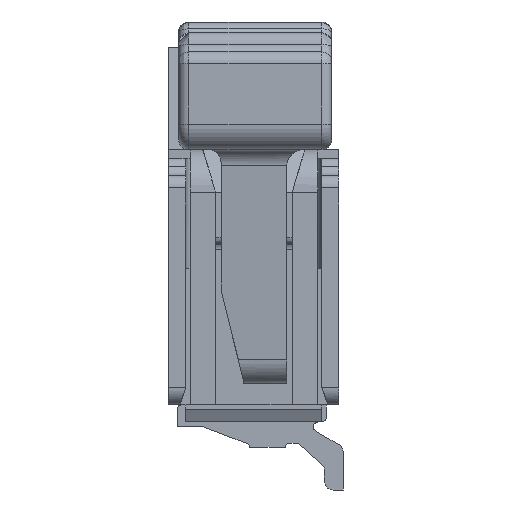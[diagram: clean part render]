
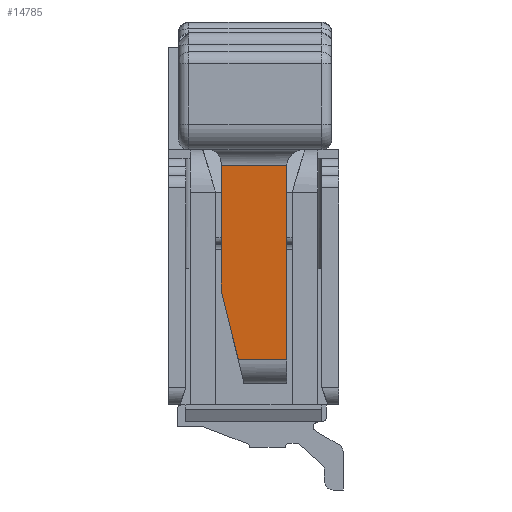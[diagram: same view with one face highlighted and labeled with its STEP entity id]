
A CAD part, left-side view. The second image highlights one B-rep face of the part: STEP entity #14785.
In plain terms, the highlighted face is planar.
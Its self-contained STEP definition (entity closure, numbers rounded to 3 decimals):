
#334 = CARTESIAN_POINT ( 'NONE',  ( 10.815, -3.15, 0.385 ) ) ;
#421 = CARTESIAN_POINT ( 'NONE',  ( 10.922, -1.685, 0.385 ) ) ;
#542 = ORIENTED_EDGE ( 'NONE', *, *, #6569, .T. ) ;
#942 = PLANE ( 'NONE',  #14748 ) ;
#1253 = CARTESIAN_POINT ( 'NONE',  ( 10.755, -3.972, 0.183 ) ) ;
#1871 = EDGE_CURVE ( 'NONE', #15204, #25109, #2846, .T. ) ;
#2148 = CARTESIAN_POINT ( 'NONE',  ( 10.815, -3.15, 0.385 ) ) ;
#2393 = DIRECTION ( 'NONE',  ( -0.073, -0.997, 0. ) ) ;
#2846 = B_SPLINE_CURVE_WITH_KNOTS ( 'NONE', 3,
 ( #14692, #14832, #3136, #22739 ),
 .UNSPECIFIED., .F., .F.,
 ( 4, 4 ),
 ( 0., 1. ),
 .UNSPECIFIED. ) ;
#2851 = ORIENTED_EDGE ( 'NONE', *, *, #17857, .T. ) ;
#3136 = CARTESIAN_POINT ( 'NONE',  ( 10.921, -1.69, -0.385 ) ) ;
#3286 = CARTESIAN_POINT ( 'NONE',  ( 10.922, -1.685, 0.385 ) ) ;
#3498 = VECTOR ( 'NONE', #14818, 1000. ) ;
#5347 = ORIENTED_EDGE ( 'NONE', *, *, #9145, .T. ) ;
#5415 = CARTESIAN_POINT ( 'NONE',  ( 10.755, -3.972, 0.183 ) ) ;
#6569 = EDGE_CURVE ( 'NONE', #16234, #13915, #8365, .T. ) ;
#7733 = VERTEX_POINT ( 'NONE', #15441 ) ;
#8365 = LINE ( 'NONE', #421, #11825 ) ;
#9145 = EDGE_CURVE ( 'NONE', #25913, #7733, #11325, .T. ) ;
#9550 = DIRECTION ( 'NONE',  ( 0., 0., -1. ) ) ;
#9925 = EDGE_CURVE ( 'NONE', #7733, #15204, #13644, .T. ) ;
#11325 = LINE ( 'NONE', #1253, #20363 ) ;
#11521 = CARTESIAN_POINT ( 'NONE',  ( 10.755, -3.972, -0.385 ) ) ;
#11535 = FACE_OUTER_BOUND ( 'NONE', #14265, .T. ) ;
#11825 = VECTOR ( 'NONE', #2393, 1000. ) ;
#12217 = ORIENTED_EDGE ( 'NONE', *, *, #1871, .T. ) ;
#13644 = LINE ( 'NONE', #11521, #17430 ) ;
#13915 = VERTEX_POINT ( 'NONE', #2148 ) ;
#14265 = EDGE_LOOP ( 'NONE', ( #5347, #22330, #12217, #18063, #542, #2851 ) ) ;
#14692 = CARTESIAN_POINT ( 'NONE',  ( 10.92, -1.7, -0.385 ) ) ;
#14748 = AXIS2_PLACEMENT_3D ( 'NONE', #15005, #17357, #9550 ) ;
#14785 = ADVANCED_FACE ( 'NONE', ( #11535 ), #942, .T. ) ;
#14818 = DIRECTION ( 'NONE',  ( 0., 0., 1. ) ) ;
#14832 = CARTESIAN_POINT ( 'NONE',  ( 10.921, -1.695, -0.385 ) ) ;
#14943 = LINE ( 'NONE', #18753, #3498 ) ;
#15005 = CARTESIAN_POINT ( 'NONE',  ( 10.838, -2.829, 0. ) ) ;
#15204 = VERTEX_POINT ( 'NONE', #16233 ) ;
#15441 = CARTESIAN_POINT ( 'NONE',  ( 10.755, -3.972, -0.385 ) ) ;
#15506 = DIRECTION ( 'NONE',  ( 0.073, 0.997, 0. ) ) ;
#16233 = CARTESIAN_POINT ( 'NONE',  ( 10.92, -1.7, -0.385 ) ) ;
#16234 = VERTEX_POINT ( 'NONE', #3286 ) ;
#16505 = DIRECTION ( 'NONE',  ( -0.07, -0.969, -0.238 ) ) ;
#17279 = CARTESIAN_POINT ( 'NONE',  ( 10.922, -1.685, -0.386 ) ) ;
#17357 = DIRECTION ( 'NONE',  ( 0.997, -0.073, 0. ) ) ;
#17399 = DIRECTION ( 'NONE',  ( 0., 0., -1. ) ) ;
#17430 = VECTOR ( 'NONE', #15506, 1000. ) ;
#17857 = EDGE_CURVE ( 'NONE', #13915, #25913, #22567, .T. ) ;
#18063 = ORIENTED_EDGE ( 'NONE', *, *, #18819, .T. ) ;
#18753 = CARTESIAN_POINT ( 'NONE',  ( 10.922, -1.685, -0.386 ) ) ;
#18819 = EDGE_CURVE ( 'NONE', #25109, #16234, #14943, .T. ) ;
#20363 = VECTOR ( 'NONE', #17399, 1000. ) ;
#20960 = VECTOR ( 'NONE', #16505, 1000. ) ;
#22330 = ORIENTED_EDGE ( 'NONE', *, *, #9925, .T. ) ;
#22567 = LINE ( 'NONE', #334, #20960 ) ;
#22739 = CARTESIAN_POINT ( 'NONE',  ( 10.922, -1.685, -0.386 ) ) ;
#25109 = VERTEX_POINT ( 'NONE', #17279 ) ;
#25913 = VERTEX_POINT ( 'NONE', #5415 ) ;
